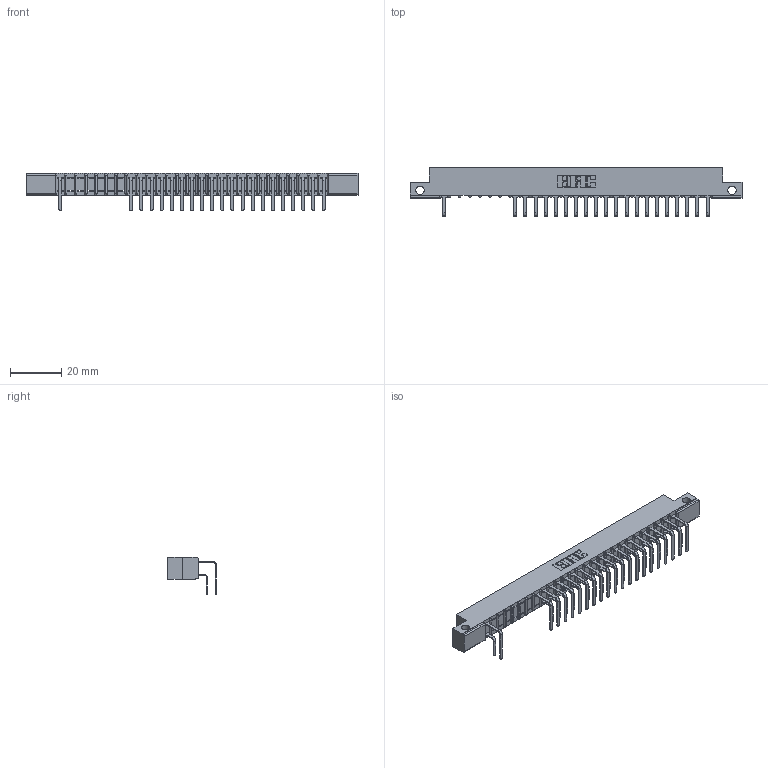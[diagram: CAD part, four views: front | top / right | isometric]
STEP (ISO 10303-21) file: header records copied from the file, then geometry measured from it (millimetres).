
FILE_DESCRIPTION (( 'STEP AP203' ), '1' );
FILE_NAME ('357-027-558-112.STEP', '2018-08-09T04:38:13', ( '' ), ( '' ), 'SwSTEP 2.0', 'SolidWorks 2016', '' );
FILE_SCHEMA (( 'CONFIG_CONTROL_DESIGN' ));
Length unit declared in the file: inch
Products named in the file (4): 307-290-001_558 - 2 (Single); 357-027-558-112; 307 Part_.128 Dia Side Mounting Holes; 307-290-001_558 559 - 1 (Single)
Assembly tree (42 placements, depth 2):
  357-027-558-112
    307 Part_.128 Dia Side Mounting Holes
    307-290-001_558 559 - 1 (Single)  x20
    307-290-001_558 - 2 (Single)  x21
Bounding box: 130 x 18.96 x 14.81 mm (x, y, z)
Volume: 8441.9 mm3; surface area: 15072 mm2
Topology: 42 solids, 42 shells, 2326 faces, 6561 edges, 4242 vertices
Faces by surface type: plane 1501, cylinder 769, sphere 56
Entity records: 26893 total; most frequent: CARTESIAN_POINT 4460, ORIENTED_EDGE 4430, DIRECTION 4361, EDGE_CURVE 2215, LINE 1691, VECTOR 1691, VERTEX_POINT 1434, AXIS2_PLACEMENT_3D 1335
